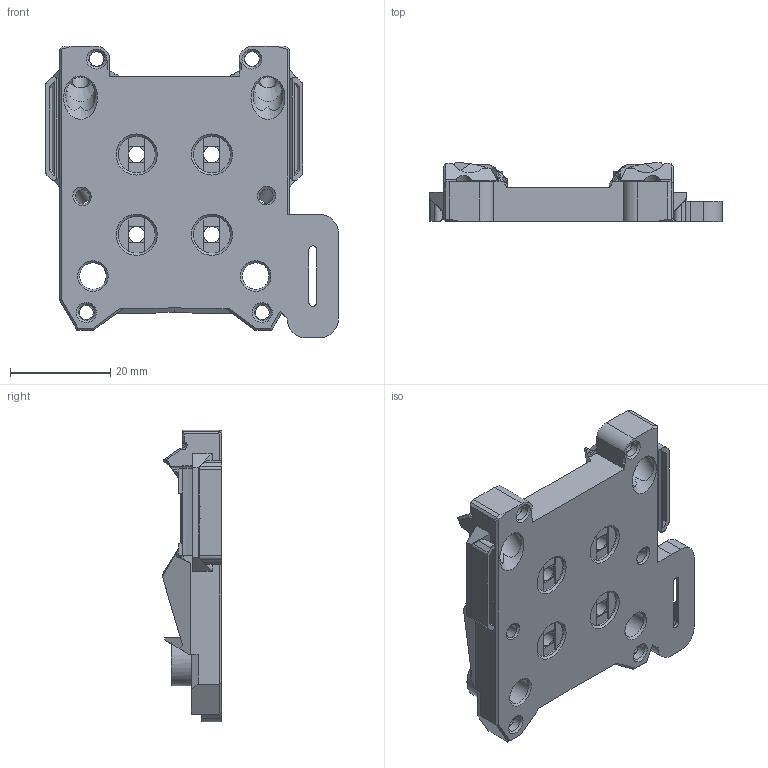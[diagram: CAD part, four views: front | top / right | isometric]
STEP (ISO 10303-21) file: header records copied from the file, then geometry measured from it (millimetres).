
FILE_DESCRIPTION(('FreeCAD Model'),'2;1');
FILE_NAME('Open CASCADE Shape Model','2024-02-20T14:19:11',(''),(''), 'Open CASCADE STEP processor 7.6','FreeCAD','Unknown');
FILE_SCHEMA(('AUTOMOTIVE_DESIGN { 1 0 10303 214 1 1 1 1 }'));
Length unit declared in the file: millimetre
Products named in the file (4): Tap_Front; Tap_Front_Mod-v0.4.2.1_Body-Refined_001; Tap_Front_Mod-v0.4.2.1_Solid002_001; Tap_Front_Mod-v0.4.2.1_Solid002_002
Assembly tree (3 placements, depth 2):
  Tap_Front
    Tap_Front_Mod-v0.4.2.1_Body-Refined_001
    Tap_Front_Mod-v0.4.2.1_Solid002_001
    Tap_Front_Mod-v0.4.2.1_Solid002_002
Bounding box: 58.42 x 11.8 x 58.26 mm (x, y, z)
Volume: 14786.9 mm3; surface area: 9726.2 mm2
Topology: 3 solids, 6 shells, 622 faces, 1701 edges, 1092 vertices
Faces by surface type: plane 422, bspline 87, cylinder 82, cone 31
Full cylindrical faces by diameter (mm): 2.8 x4, 2.9 x2, 3.1 x2, 3.2 x8, 3.4 x2, 5.3 x4, 6 x2, 7.4 x4
Entity records: 52490 total; most frequent: CARTESIAN_POINT 20063, DIRECTION 5508, LINE 3770, VECTOR 3770, ORIENTED_EDGE 3386, PCURVE 3386, DEFINITIONAL_REPRESENTATION 3386, EDGE_CURVE 1693
